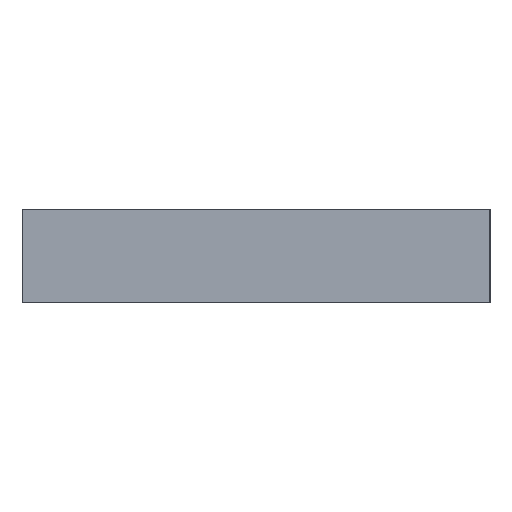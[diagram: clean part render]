
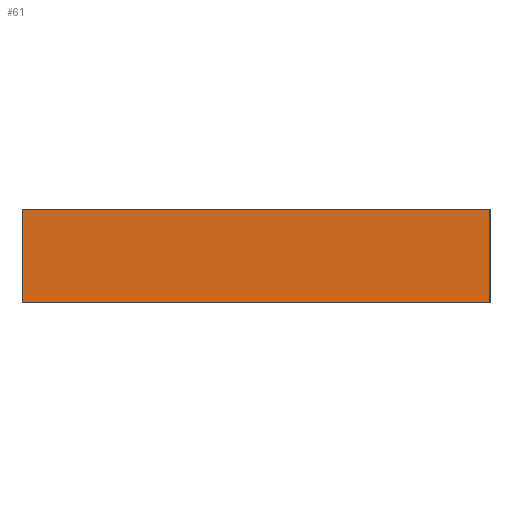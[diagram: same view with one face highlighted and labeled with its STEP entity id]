
A CAD part, left-side view. The second image highlights one B-rep face of the part: STEP entity #61.
In plain terms, the highlighted planar face has unit normal (-1, 0, 0).
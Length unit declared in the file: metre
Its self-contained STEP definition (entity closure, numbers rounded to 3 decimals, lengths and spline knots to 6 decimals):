
#61=ADVANCED_FACE('0:46162',(#87),#88,.T.);
#87=FACE_OUTER_BOUND('',#116,.T.);
#88=PLANE('',#117);
#116=EDGE_LOOP('',(#195,#196,#197,#198));
#117=AXIS2_PLACEMENT_3D('',#199,#200,#201);
#195=ORIENTED_EDGE('',*,*,#271,.T.);
#196=ORIENTED_EDGE('',*,*,#272,.F.);
#197=ORIENTED_EDGE('',*,*,#273,.T.);
#198=ORIENTED_EDGE('',*,*,#269,.T.);
#199=CARTESIAN_POINT('',(-0.08,0.0,0.0));
#200=DIRECTION('',(-1.0,0.0,0.0));
#201=DIRECTION('',(0.0,-1.0,0.0));
#269=EDGE_CURVE('0:46261',#326,#324,#327,.T.);
#271=EDGE_CURVE('0:46267',#324,#329,#330,.T.);
#272=EDGE_CURVE('0:46270',#331,#329,#332,.T.);
#273=EDGE_CURVE('0:46273',#331,#326,#333,.T.);
#324=VERTEX_POINT('',#404);
#326=VERTEX_POINT('',#407);
#327=LINE('',#408,#409);
#329=VERTEX_POINT('',#412);
#330=LINE('',#413,#414);
#331=VERTEX_POINT('',#415);
#332=LINE('',#416,#417);
#333=LINE('',#418,#419);
#404=CARTESIAN_POINT('',(-0.08,-0.01,0.004));
#407=CARTESIAN_POINT('',(-0.08,-0.01,0.0));
#408=CARTESIAN_POINT('',(-0.08,-0.01,0.0));
#409=VECTOR('',#469,1.0);
#412=CARTESIAN_POINT('',(-0.08,0.01,0.004));
#413=CARTESIAN_POINT('',(-0.08,0.01,0.004));
#414=VECTOR('',#471,1.0);
#415=CARTESIAN_POINT('',(-0.08,0.01,0.0));
#416=CARTESIAN_POINT('',(-0.08,0.01,0.0));
#417=VECTOR('',#472,1.0);
#418=CARTESIAN_POINT('',(-0.08,0.01,0.0));
#419=VECTOR('',#473,1.0);
#469=DIRECTION('',(0.0,0.0,1.0));
#471=DIRECTION('',(0.0,1.0,0.0));
#472=DIRECTION('',(0.0,0.0,1.0));
#473=DIRECTION('',(0.0,-1.0,0.0));
